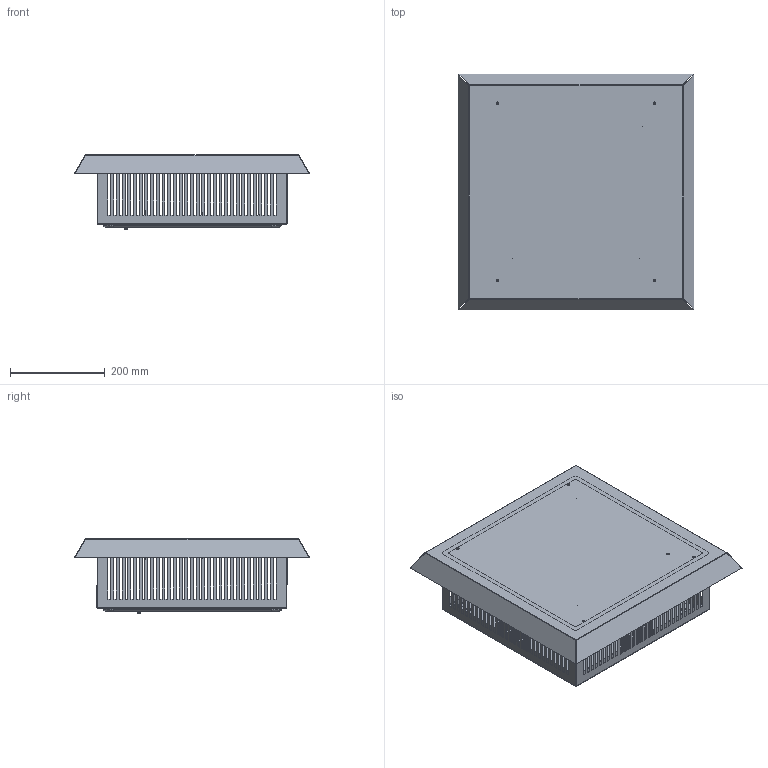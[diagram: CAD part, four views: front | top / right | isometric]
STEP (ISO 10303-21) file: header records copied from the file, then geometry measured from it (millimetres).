
FILE_DESCRIPTION(/* description */ (''),/* implementation_level */ '2;1');
FILE_NAME(/* name */ 'КВФ 400х400-225.stp',/* time_stamp */ '2023-11-17T15:33:10+03:00',/* author */ ('Василий'),/* organization */ (''),/* preprocessor_version */ 'ST-DEVELOPER v18.1',/* originating_system */ 'Autodesk Inventor 2021',/* authorisation */ '');
FILE_SCHEMA (('AUTOMOTIVE_DESIGN { 1 0 10303 214 3 1 1 }'));
Length unit declared in the file: millimetre
Products named in the file (1): КВ.400х400-225
Bounding box: 495.51 x 495.51 x 156.82 mm (x, y, z)
Volume: 646250.2 mm3; surface area: 1383637.5 mm2
Topology: 4 solids, 4 shells, 1049 faces, 2901 edges, 1868 vertices
Faces by surface type: plane 848, cylinder 154, bspline 28, torus 16, cone 3
Full cylindrical faces by diameter (mm): 0.5 x5, 4.517 x1, 5.5 x8, 6 x19, 7 x4, 9 x4, 16 x1
Entity records: 42059 total; most frequent: CARTESIAN_POINT 13521, ORIENTED_EDGE 5802, DIRECTION 5135, EDGE_CURVE 2901, LINE 2511, VECTOR 2511, VERTEX_POINT 1868, EDGE_LOOP 1445
